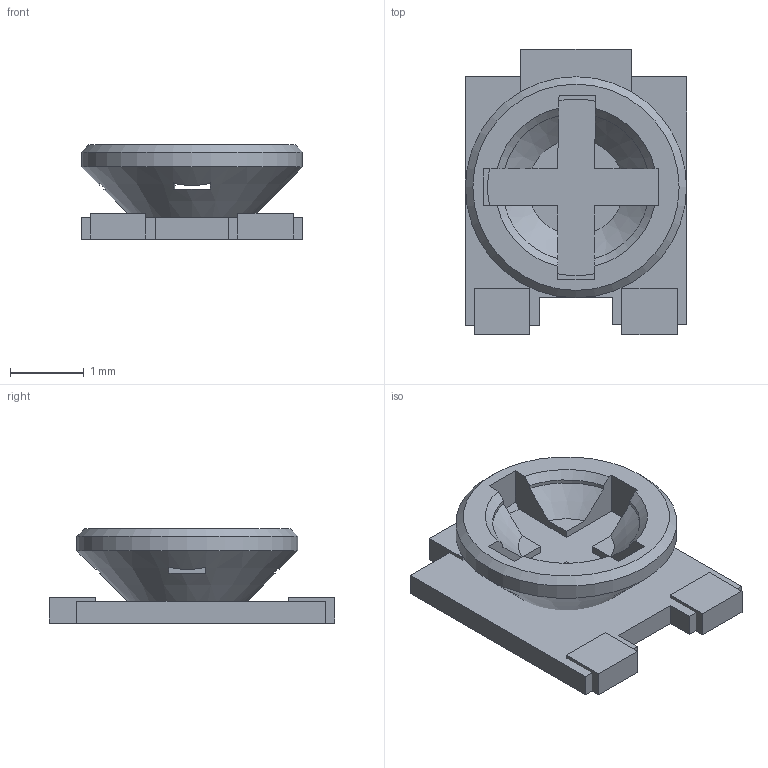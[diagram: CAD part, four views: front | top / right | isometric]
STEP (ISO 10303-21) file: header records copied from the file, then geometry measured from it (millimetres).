
FILE_DESCRIPTION(('FreeCAD Model'),'2;1');
FILE_NAME('3303W-3.step', '2021-04-27T17:10:58',('Author'),(''), 'Open CASCADE STEP processor 7.3','FreeCAD','Unknown');
FILE_SCHEMA(('AUTOMOTIVE_DESIGN { 1 0 10303 214 1 1 1 1 }'));
Length unit declared in the file: millimetre
Products named in the file (5): Pot_base; Body003; Terminal_2; Wiper; Body004
Bounding box: 3 x 3.88 x 1.28 mm (x, y, z)
Volume: 6.8 mm3; surface area: 53.2 mm2
Topology: 5 solids, 5 shells, 62 faces, 160 edges, 106 vertices
Faces by surface type: plane 47, cone 10, cylinder 5
Full cylindrical faces by diameter (mm): 3 x1
Entity records: 4241 total; most frequent: CARTESIAN_POINT 867, DIRECTION 626, LINE 369, VECTOR 369, ORIENTED_EDGE 320, PCURVE 320, DEFINITIONAL_REPRESENTATION 320, EDGE_CURVE 160
